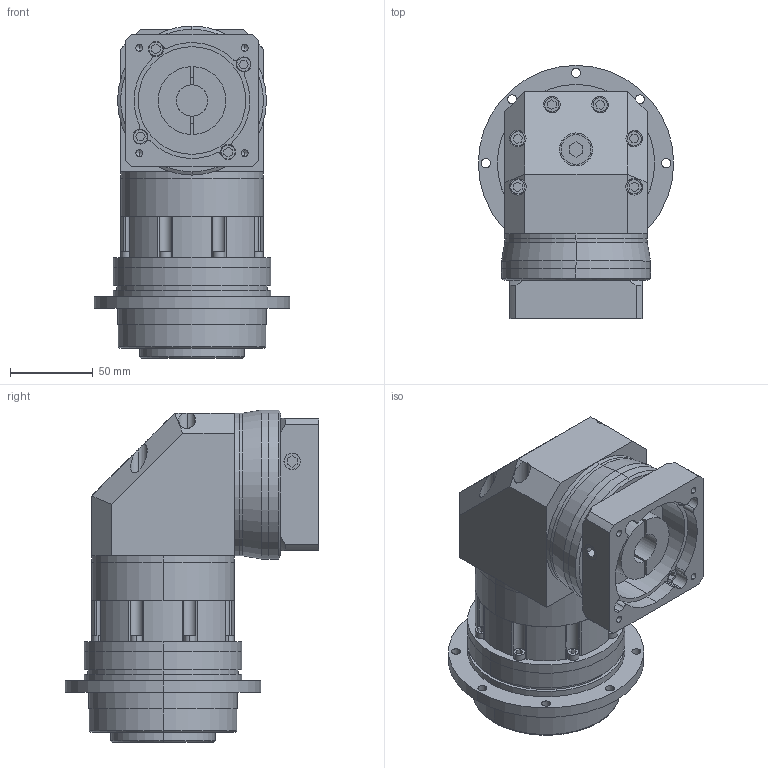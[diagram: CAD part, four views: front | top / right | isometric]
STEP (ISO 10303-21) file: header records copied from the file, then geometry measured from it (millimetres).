
FILE_DESCRIPTION (( 'STEP AP214' ), '1' );
FILE_NAME ('VGZH90三级模型 方80.STEP', '2018-05-10T00:44:13', ( 'Windows' ), ( 'Microsoft' ), 'SwSTEP 2.0', 'SolidWorks 2016', '' );
FILE_SCHEMA (( 'AUTOMOTIVE_DESIGN' ));
Length unit declared in the file: millimetre
Products named in the file (1): VGZH90三级模型 方80
Bounding box: 118 x 153 x 200.5 mm (x, y, z)
Volume: 1410935.7 mm3; surface area: 188451.3 mm2
Topology: 6 solids, 6 shells, 496 faces, 1210 edges, 776 vertices
Faces by surface type: plane 248, cylinder 212, cone 30, torus 6
Entity records: 15757 total; most frequent: DIRECTION 2616, CARTESIAN_POINT 2539, ORIENTED_EDGE 2376, EDGE_CURVE 1188, AXIS2_PLACEMENT_3D 957, VERTEX_POINT 776, VECTOR 702, LINE 702
